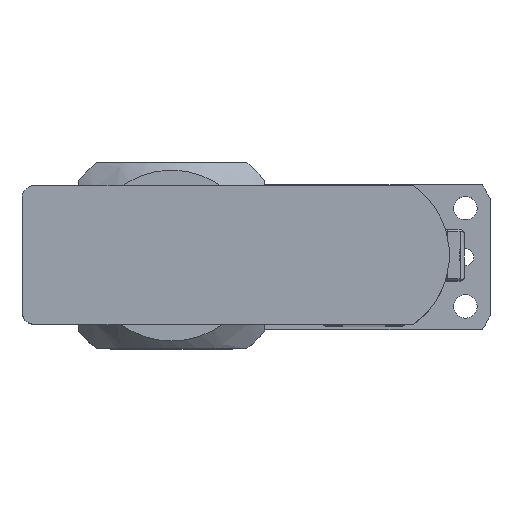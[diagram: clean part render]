
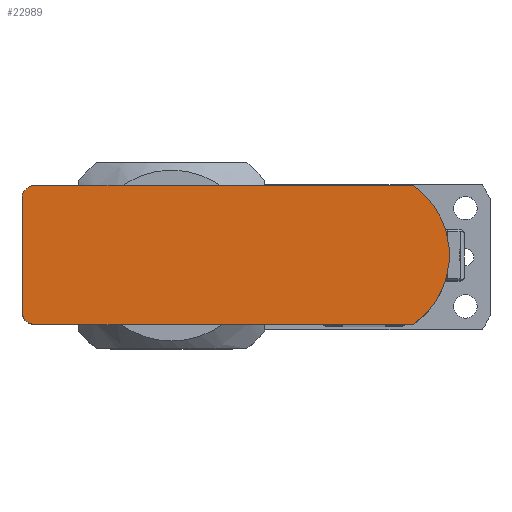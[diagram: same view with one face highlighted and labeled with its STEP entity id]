
A CAD part, top view. The second image highlights one B-rep face of the part: STEP entity #22989.
In plain terms, the highlighted planar face has unit normal (0, 0, 1).
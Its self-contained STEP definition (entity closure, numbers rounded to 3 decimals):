
#1066=PLANE('',#24877);
#2883=LINE('',#43566,#4838);
#2885=LINE('',#43570,#4840);
#2886=LINE('',#43574,#4841);
#4838=VECTOR('',#30141,10.);
#4840=VECTOR('',#30145,10.);
#4841=VECTOR('',#30148,10.);
#6449=FACE_OUTER_BOUND('',#7841,.T.);
#7841=EDGE_LOOP('',(#19880,#19881,#19882,#19883,#19884,#19885));
#9039=CIRCLE('',#24875,6.);
#9040=CIRCLE('',#24878,40.);
#9041=CIRCLE('',#24879,6.);
#11020=VERTEX_POINT('',#43559);
#11021=VERTEX_POINT('',#43560);
#11022=VERTEX_POINT('',#43565);
#11023=VERTEX_POINT('',#43569);
#11024=VERTEX_POINT('',#43571);
#11025=VERTEX_POINT('',#43573);
#14013=EDGE_CURVE('',#11020,#11021,#9039,.T.);
#14016=EDGE_CURVE('',#11022,#11021,#2883,.T.);
#14018=EDGE_CURVE('',#11020,#11023,#2885,.T.);
#14019=EDGE_CURVE('',#11023,#11024,#9040,.T.);
#14020=EDGE_CURVE('',#11024,#11025,#2886,.T.);
#14021=EDGE_CURVE('',#11022,#11025,#9041,.T.);
#19880=ORIENTED_EDGE('',*,*,#14013,.F.);
#19881=ORIENTED_EDGE('',*,*,#14018,.T.);
#19882=ORIENTED_EDGE('',*,*,#14019,.T.);
#19883=ORIENTED_EDGE('',*,*,#14020,.T.);
#19884=ORIENTED_EDGE('',*,*,#14021,.F.);
#19885=ORIENTED_EDGE('',*,*,#14016,.T.);
#22989=ADVANCED_FACE('',(#6449),#1066,.T.);
#24875=AXIS2_PLACEMENT_3D('',#43561,#30135,#30136);
#24877=AXIS2_PLACEMENT_3D('',#43568,#30143,#30144);
#24878=AXIS2_PLACEMENT_3D('',#43572,#30146,#30147);
#24879=AXIS2_PLACEMENT_3D('',#43575,#30149,#30150);
#30135=DIRECTION('center_axis',(0.,0.,
-1.));
#30136=DIRECTION('ref_axis',(-0.707,-0.707,0.));
#30141=DIRECTION('',(0.,-1.,0.));
#30143=DIRECTION('center_axis',(0.,0.,
1.));
#30144=DIRECTION('ref_axis',(1.,0.,0.));
#30145=DIRECTION('',(1.,0.,0.));
#30146=DIRECTION('center_axis',(0.,0.,
1.));
#30147=DIRECTION('ref_axis',(0.583,-0.813,0.));
#30148=DIRECTION('',(-1.,0.,0.));
#30149=DIRECTION('center_axis',(0.,0.,
-1.));
#30150=DIRECTION('ref_axis',(-0.707,0.707,0.));
#43559=CARTESIAN_POINT('',(-154.,-32.5,670.));
#43560=CARTESIAN_POINT('',(-160.,-26.5,670.));
#43561=CARTESIAN_POINT('Origin',(-154.,-26.5,670.));
#43565=CARTESIAN_POINT('',(-160.,26.5,670.));
#43566=CARTESIAN_POINT('',(-160.,32.5,670.));
#43568=CARTESIAN_POINT('Origin',(-68.584,0.,
670.));
#43569=CARTESIAN_POINT('',(23.318,-32.5,670.));
#43570=CARTESIAN_POINT('',(-160.,-32.5,670.));
#43571=CARTESIAN_POINT('',(23.318,32.5,670.));
#43572=CARTESIAN_POINT('Origin',(0.,0.,
670.));
#43573=CARTESIAN_POINT('',(-154.,32.5,670.));
#43574=CARTESIAN_POINT('',(23.318,32.5,670.));
#43575=CARTESIAN_POINT('Origin',(-154.,26.5,670.));
